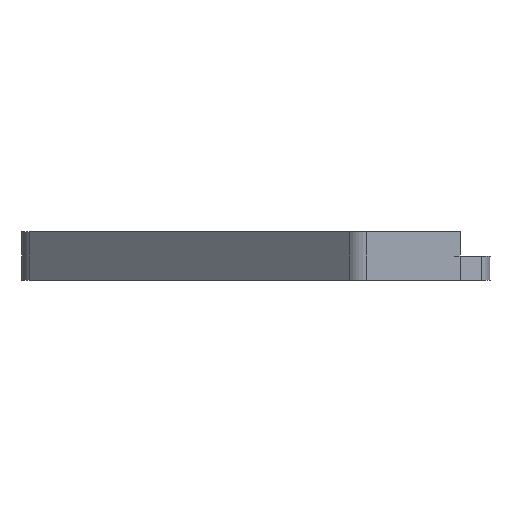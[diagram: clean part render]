
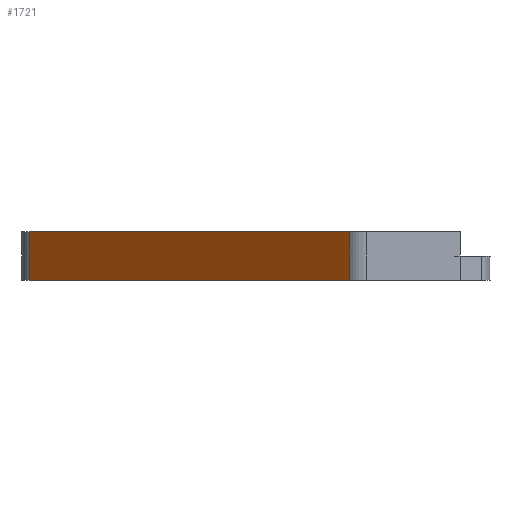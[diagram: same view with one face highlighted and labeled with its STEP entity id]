
A CAD part, left-side view. The second image highlights one B-rep face of the part: STEP entity #1721.
In plain terms, the highlighted planar face has unit normal (-0.707, 0.707, 0).
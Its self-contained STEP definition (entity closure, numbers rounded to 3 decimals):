
#164 = LINE ( 'NONE', #5053, #825 ) ;
#368 = VERTEX_POINT ( 'NONE', #4550 ) ;
#390 = CARTESIAN_POINT ( 'NONE',  ( -27.485, 61., -2. ) ) ;
#405 = VECTOR ( 'NONE', #4341, 1000. ) ;
#443 = ORIENTED_EDGE ( 'NONE', *, *, #3068, .T. ) ;
#610 = DIRECTION ( 'NONE',  ( 0., 0., 1. ) ) ;
#768 = EDGE_CURVE ( 'NONE', #368, #5240, #1197, .T. ) ;
#770 = ORIENTED_EDGE ( 'NONE', *, *, #768, .T. ) ;
#825 = VECTOR ( 'NONE', #610, 1000. ) ;
#1197 = LINE ( 'NONE', #390, #5060 ) ;
#1332 = VERTEX_POINT ( 'NONE', #1700 ) ;
#1389 = EDGE_LOOP ( 'NONE', ( #770, #4824, #3467, #443 ) ) ;
#1504 = AXIS2_PLACEMENT_3D ( 'NONE', #1873, #4308, #3096 ) ;
#1604 = DIRECTION ( 'NONE',  ( -0.707, -0.707, 0. ) ) ;
#1700 = CARTESIAN_POINT ( 'NONE',  ( -28.071, 60.414, 2. ) ) ;
#1721 = ADVANCED_FACE ( 'NONE', ( #4664 ), #2695, .F. ) ;
#1764 = VERTEX_POINT ( 'NONE', #4962 ) ;
#1873 = CARTESIAN_POINT ( 'NONE',  ( -27.485, 61., 2. ) ) ;
#1938 = VECTOR ( 'NONE', #1604, 1000. ) ;
#2026 = DIRECTION ( 'NONE',  ( -0.707, -0.707, 0. ) ) ;
#2695 = PLANE ( 'NONE',  #1504 ) ;
#2725 = LINE ( 'NONE', #3544, #405 ) ;
#2910 = CARTESIAN_POINT ( 'NONE',  ( -27.485, 61., 2. ) ) ;
#3068 = EDGE_CURVE ( 'NONE', #1332, #368, #2725, .T. ) ;
#3096 = DIRECTION ( 'NONE',  ( 0.707, 0.707, 0. ) ) ;
#3467 = ORIENTED_EDGE ( 'NONE', *, *, #4488, .F. ) ;
#3544 = CARTESIAN_POINT ( 'NONE',  ( -28.071, 60.414, 2. ) ) ;
#4109 = CARTESIAN_POINT ( 'NONE',  ( -54.414, 34.071, -2. ) ) ;
#4308 = DIRECTION ( 'NONE',  ( 0.707, -0.707, 0. ) ) ;
#4341 = DIRECTION ( 'NONE',  ( 0., 0., -1. ) ) ;
#4488 = EDGE_CURVE ( 'NONE', #1332, #1764, #5247, .T. ) ;
#4550 = CARTESIAN_POINT ( 'NONE',  ( -28.071, 60.414, -2. ) ) ;
#4618 = EDGE_CURVE ( 'NONE', #5240, #1764, #164, .T. ) ;
#4664 = FACE_OUTER_BOUND ( 'NONE', #1389, .T. ) ;
#4824 = ORIENTED_EDGE ( 'NONE', *, *, #4618, .T. ) ;
#4962 = CARTESIAN_POINT ( 'NONE',  ( -54.414, 34.071, 2. ) ) ;
#5053 = CARTESIAN_POINT ( 'NONE',  ( -54.414, 34.071, 2. ) ) ;
#5060 = VECTOR ( 'NONE', #2026, 1000. ) ;
#5240 = VERTEX_POINT ( 'NONE', #4109 ) ;
#5247 = LINE ( 'NONE', #2910, #1938 ) ;
